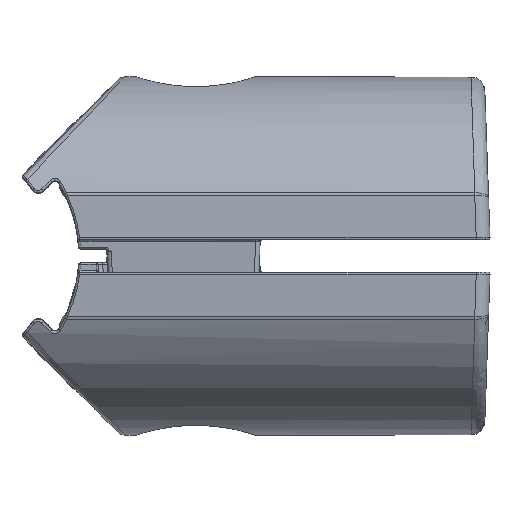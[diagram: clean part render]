
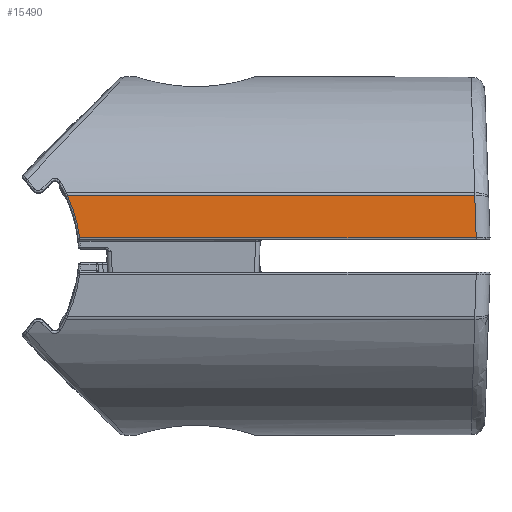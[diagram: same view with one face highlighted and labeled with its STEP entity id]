
A CAD part, left-side view. The second image highlights one B-rep face of the part: STEP entity #15490.
In plain terms, the highlighted face is planar.
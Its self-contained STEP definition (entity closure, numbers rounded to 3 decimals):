
#947=B_SPLINE_CURVE_WITH_KNOTS('',3,(#31257,#31258,#31259,#31260,#31261),
 .UNSPECIFIED.,.F.,.F.,(4,1,4),(0.,0.002,0.005),
 .UNSPECIFIED.);
#1518=PLANE('',#16905);
#2121=FACE_OUTER_BOUND('',#3223,.T.);
#3223=EDGE_LOOP('',(#11138,#11139,#11140,#11141));
#4239=LINE('',#26044,#4819);
#4328=LINE('',#31263,#4908);
#4329=LINE('',#31264,#4909);
#4819=VECTOR('',#18685,1000.);
#4908=VECTOR('',#19274,1000.);
#4909=VECTOR('',#19275,1000.);
#6498=VERTEX_POINT('',#26037);
#6501=VERTEX_POINT('',#26042);
#6951=VERTEX_POINT('',#31256);
#6952=VERTEX_POINT('',#31262);
#7999=EDGE_CURVE('',#6498,#6501,#4239,.T.);
#8477=EDGE_CURVE('',#6951,#6498,#947,.T.);
#8478=EDGE_CURVE('',#6501,#6952,#4328,.T.);
#8479=EDGE_CURVE('',#6952,#6951,#4329,.T.);
#11138=ORIENTED_EDGE('',*,*,#8477,.T.);
#11139=ORIENTED_EDGE('',*,*,#7999,.T.);
#11140=ORIENTED_EDGE('',*,*,#8478,.T.);
#11141=ORIENTED_EDGE('',*,*,#8479,.T.);
#15490=ADVANCED_FACE('',(#2121),#1518,.F.);
#16905=AXIS2_PLACEMENT_3D('',#31255,#19272,#19273);
#18685=DIRECTION('',(0.,-1.,0.));
#19272=DIRECTION('center_axis',(0.035,0.,0.999));
#19273=DIRECTION('ref_axis',(0.999,0.,-0.035));
#19274=DIRECTION('',(-0.999,0.035,0.035));
#19275=DIRECTION('',(0.,1.,0.));
#26037=CARTESIAN_POINT('',(-1.957,44.618,-18.808));
#26042=CARTESIAN_POINT('',(-1.957,1.541,-18.808));
#26044=CARTESIAN_POINT('',(-1.957,1.534,-18.808));
#31255=CARTESIAN_POINT('Origin',(-6.693,51.,-18.642));
#31256=CARTESIAN_POINT('',(-6.521,45.918,-18.648));
#31257=CARTESIAN_POINT('Ctrl Pts',(-6.521,45.918,-18.648));
#31258=CARTESIAN_POINT('Ctrl Pts',(-5.794,45.584,-18.674));
#31259=CARTESIAN_POINT('Ctrl Pts',(-4.306,45.035,-18.726));
#31260=CARTESIAN_POINT('Ctrl Pts',(-2.751,44.717,-18.78));
#31261=CARTESIAN_POINT('Ctrl Pts',(-1.957,44.618,-18.808));
#31262=CARTESIAN_POINT('',(-6.521,1.701,-18.648));
#31263=CARTESIAN_POINT('',(-8.41,1.767,-18.583));
#31264=CARTESIAN_POINT('',(-6.521,51.,-18.648));
